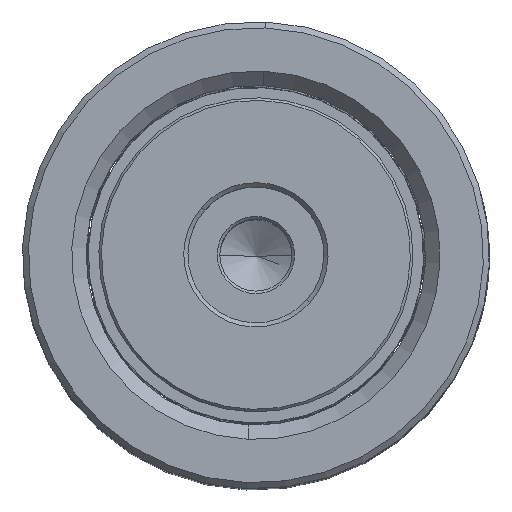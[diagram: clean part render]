
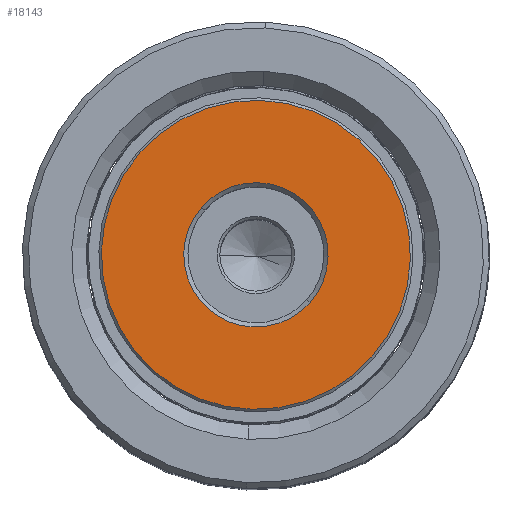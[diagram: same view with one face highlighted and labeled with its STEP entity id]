
A CAD part, top view. The second image highlights one B-rep face of the part: STEP entity #18143.
In plain terms, the highlighted face is planar.
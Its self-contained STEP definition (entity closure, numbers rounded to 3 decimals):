
#636 = CARTESIAN_POINT ( 'NONE',  ( 0., 0., 0. ) ) ;
#1495 = AXIS2_PLACEMENT_3D ( 'NONE', #44776, #33467, #37064 ) ;
#2482 = CARTESIAN_POINT ( 'NONE',  ( 0., 0., 0. ) ) ;
#2672 = CARTESIAN_POINT ( 'NONE',  ( -8.5, 0., 0. ) ) ;
#8853 = VERTEX_POINT ( 'NONE', #28194 ) ;
#9372 = CIRCLE ( 'NONE', #1495, 18.2 ) ;
#9687 = ORIENTED_EDGE ( 'NONE', *, *, #36804, .T. ) ;
#9981 = EDGE_LOOP ( 'NONE', ( #12850, #24816 ) ) ;
#12287 = AXIS2_PLACEMENT_3D ( 'NONE', #45181, #34598, #16237 ) ;
#12850 = ORIENTED_EDGE ( 'NONE', *, *, #23097, .T. ) ;
#12916 = DIRECTION ( 'NONE',  ( 1., 0., 0. ) ) ;
#15179 = CARTESIAN_POINT ( 'NONE',  ( 8.5, 0., 0. ) ) ;
#15330 = DIRECTION ( 'NONE',  ( 1., 0., 0. ) ) ;
#15471 = EDGE_LOOP ( 'NONE', ( #44901, #9687 ) ) ;
#16237 = DIRECTION ( 'NONE',  ( 1., 0., 0. ) ) ;
#17677 = EDGE_CURVE ( 'NONE', #33428, #8853, #9372, .T. ) ;
#18143 = ADVANCED_FACE ( 'NONE', ( #36166, #25989 ), #36534, .F. ) ;
#19866 = CIRCLE ( 'NONE', #12287, 8.5 ) ;
#22059 = DIRECTION ( 'NONE',  ( 1., 0., 0. ) ) ;
#22119 = DIRECTION ( 'NONE',  ( 0., 0., 1. ) ) ;
#23097 = EDGE_CURVE ( 'NONE', #23275, #26465, #19866, .T. ) ;
#23275 = VERTEX_POINT ( 'NONE', #2672 ) ;
#23838 = AXIS2_PLACEMENT_3D ( 'NONE', #636, #43577, #22059 ) ;
#24719 = CIRCLE ( 'NONE', #23838, 18.2 ) ;
#24816 = ORIENTED_EDGE ( 'NONE', *, *, #25882, .T. ) ;
#25882 = EDGE_CURVE ( 'NONE', #26465, #23275, #37681, .T. ) ;
#25989 = FACE_BOUND ( 'NONE', #9981, .T. ) ;
#26465 = VERTEX_POINT ( 'NONE', #15179 ) ;
#28194 = CARTESIAN_POINT ( 'NONE',  ( -18.2, 0., 0. ) ) ;
#32767 = CARTESIAN_POINT ( 'NONE',  ( 0., 0., 0. ) ) ;
#33428 = VERTEX_POINT ( 'NONE', #34264 ) ;
#33467 = DIRECTION ( 'NONE',  ( 0., 0., -1. ) ) ;
#34264 = CARTESIAN_POINT ( 'NONE',  ( 18.2, 0., 0. ) ) ;
#34598 = DIRECTION ( 'NONE',  ( 0., 0., 1. ) ) ;
#36166 = FACE_OUTER_BOUND ( 'NONE', #15471, .T. ) ;
#36534 = PLANE ( 'NONE',  #37845 ) ;
#36804 = EDGE_CURVE ( 'NONE', #8853, #33428, #24719, .T. ) ;
#37064 = DIRECTION ( 'NONE',  ( 1., 0., 0. ) ) ;
#37681 = CIRCLE ( 'NONE', #42314, 8.5 ) ;
#37845 = AXIS2_PLACEMENT_3D ( 'NONE', #32767, #22119, #15330 ) ;
#38652 = DIRECTION ( 'NONE',  ( 0., 0., 1. ) ) ;
#42314 = AXIS2_PLACEMENT_3D ( 'NONE', #2482, #38652, #12916 ) ;
#43577 = DIRECTION ( 'NONE',  ( 0., 0., -1. ) ) ;
#44776 = CARTESIAN_POINT ( 'NONE',  ( 0., 0., 0. ) ) ;
#44901 = ORIENTED_EDGE ( 'NONE', *, *, #17677, .T. ) ;
#45181 = CARTESIAN_POINT ( 'NONE',  ( 0., 0., 0. ) ) ;
